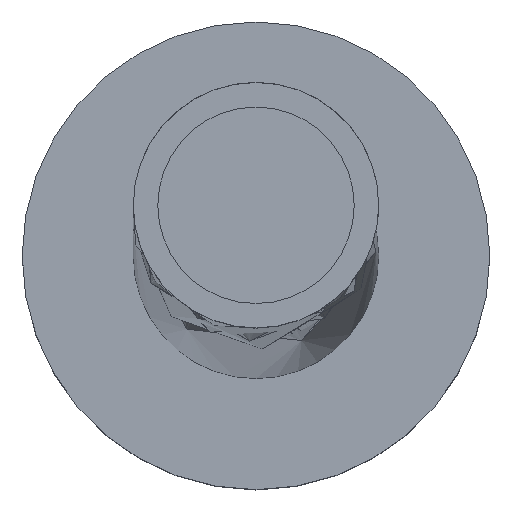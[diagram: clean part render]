
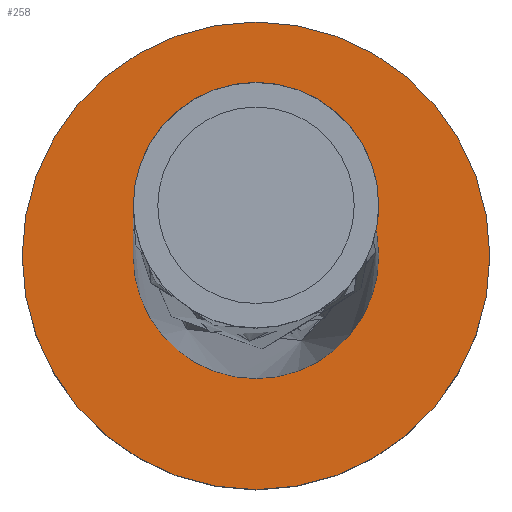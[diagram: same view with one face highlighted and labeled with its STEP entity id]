
A CAD part, top view. The second image highlights one B-rep face of the part: STEP entity #258.
In plain terms, the highlighted planar face has unit normal (0, 0, 1).
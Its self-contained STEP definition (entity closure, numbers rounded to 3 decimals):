
#22 = AXIS2_PLACEMENT_3D ( 'NONE', #326, #34, #503 ) ;
#34 = DIRECTION ( 'NONE',  ( 0., 0., 1. ) ) ;
#57 = AXIS2_PLACEMENT_3D ( 'NONE', #1243, #952, #1253 ) ;
#128 = ORIENTED_EDGE ( 'NONE', *, *, #596, .F. ) ;
#148 = CARTESIAN_POINT ( 'NONE',  ( -4., 0., 3. ) ) ;
#239 = CARTESIAN_POINT ( 'NONE',  ( 2.1, 0., 3. ) ) ;
#258 = ADVANCED_FACE ( 'NONE', ( #1111, #960 ), #1414, .T. ) ;
#302 = DIRECTION ( 'NONE',  ( 0., 0., 1. ) ) ;
#326 = CARTESIAN_POINT ( 'NONE',  ( 0., 0., 3. ) ) ;
#390 = CARTESIAN_POINT ( 'NONE',  ( 4., 0., 3. ) ) ;
#453 = DIRECTION ( 'NONE',  ( 1., 0., 0. ) ) ;
#503 = DIRECTION ( 'NONE',  ( 1., 0., 0. ) ) ;
#511 = CIRCLE ( 'NONE', #57, 4. ) ;
#518 = VERTEX_POINT ( 'NONE', #1652 ) ;
#523 = EDGE_LOOP ( 'NONE', ( #128, #625 ) ) ;
#544 = VERTEX_POINT ( 'NONE', #239 ) ;
#554 = ORIENTED_EDGE ( 'NONE', *, *, #1646, .T. ) ;
#562 = AXIS2_PLACEMENT_3D ( 'NONE', #1876, #1411, #658 ) ;
#587 = VERTEX_POINT ( 'NONE', #148 ) ;
#596 = EDGE_CURVE ( 'NONE', #518, #544, #1941, .T. ) ;
#625 = ORIENTED_EDGE ( 'NONE', *, *, #1388, .F. ) ;
#645 = CIRCLE ( 'NONE', #22, 4. ) ;
#658 = DIRECTION ( 'NONE',  ( 1., 0., 0. ) ) ;
#728 = VERTEX_POINT ( 'NONE', #390 ) ;
#746 = ORIENTED_EDGE ( 'NONE', *, *, #1299, .T. ) ;
#952 = DIRECTION ( 'NONE',  ( 0., 0., 1. ) ) ;
#960 = FACE_OUTER_BOUND ( 'NONE', #1554, .T. ) ;
#1092 = AXIS2_PLACEMENT_3D ( 'NONE', #1527, #302, #453 ) ;
#1111 = FACE_BOUND ( 'NONE', #523, .T. ) ;
#1196 = CIRCLE ( 'NONE', #1753, 2.1 ) ;
#1243 = CARTESIAN_POINT ( 'NONE',  ( 0., 0., 3. ) ) ;
#1253 = DIRECTION ( 'NONE',  ( 1., 0., 0. ) ) ;
#1299 = EDGE_CURVE ( 'NONE', #587, #728, #511, .T. ) ;
#1388 = EDGE_CURVE ( 'NONE', #544, #518, #1196, .T. ) ;
#1411 = DIRECTION ( 'NONE',  ( 0., 0., 1. ) ) ;
#1414 = PLANE ( 'NONE',  #562 ) ;
#1527 = CARTESIAN_POINT ( 'NONE',  ( 0., 0., 3. ) ) ;
#1554 = EDGE_LOOP ( 'NONE', ( #746, #554 ) ) ;
#1646 = EDGE_CURVE ( 'NONE', #728, #587, #645, .T. ) ;
#1652 = CARTESIAN_POINT ( 'NONE',  ( -2.1, 0., 3. ) ) ;
#1680 = CARTESIAN_POINT ( 'NONE',  ( 0., 0., 3. ) ) ;
#1701 = DIRECTION ( 'NONE',  ( 0., 0., 1. ) ) ;
#1753 = AXIS2_PLACEMENT_3D ( 'NONE', #1680, #1701, #1968 ) ;
#1876 = CARTESIAN_POINT ( 'NONE',  ( 0., 0., 3. ) ) ;
#1941 = CIRCLE ( 'NONE', #1092, 2.1 ) ;
#1968 = DIRECTION ( 'NONE',  ( 1., 0., 0. ) ) ;
